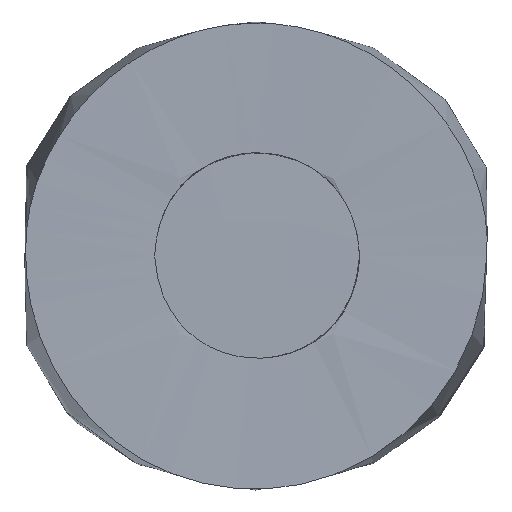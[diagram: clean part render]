
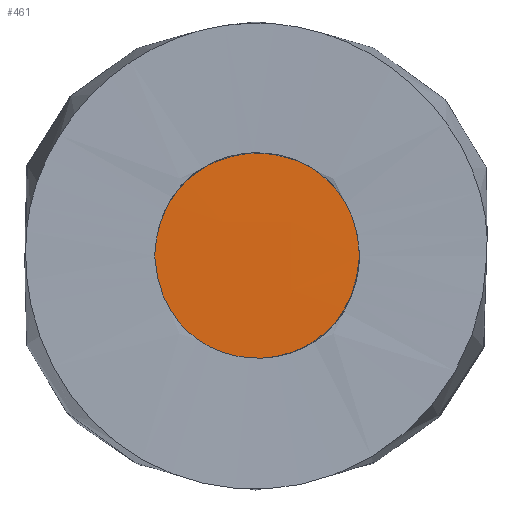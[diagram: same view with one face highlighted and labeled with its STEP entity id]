
A CAD part, top view. The second image highlights one B-rep face of the part: STEP entity #461.
In plain terms, the highlighted free-form (B-spline) face has degree [3, 3] with [4, 4] control points.
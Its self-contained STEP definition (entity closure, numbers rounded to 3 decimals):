
#461 = ADVANCED_FACE('',(#462),#477,.T.);
#462 = FACE_BOUND('',#463,.F.);
#463 = EDGE_LOOP('',(#464,#529));
#464 = ORIENTED_EDGE('',*,*,#465,.T.);
#465 = EDGE_CURVE('',#466,#468,#470,.T.);
#466 = VERTEX_POINT('',#467);
#467 = CARTESIAN_POINT('',(0.449,-0.003,
    0.549));
#468 = VERTEX_POINT('',#469);
#469 = CARTESIAN_POINT('',(-0.441,-0.003,
    0.549));
#470 = SURFACE_CURVE('',#471,(#476,#502),.PCURVE_S1.);
#471 = B_SPLINE_CURVE_WITH_KNOTS('',3,(#472,#473,#474,#475),
  .UNSPECIFIED.,.F.,.F.,(4,4),(0.,1.),.PIECEWISE_BEZIER_KNOTS.);
#472 = CARTESIAN_POINT('',(0.449,-0.003,
    0.549));
#473 = CARTESIAN_POINT('',(0.415,-0.591,0.551
    ));
#474 = CARTESIAN_POINT('',(-0.411,-0.597,
    0.547));
#475 = CARTESIAN_POINT('',(-0.441,-0.003,
    0.549));
#476 = PCURVE('',#477,#494);
#477 = B_SPLINE_SURFACE_WITH_KNOTS('',3,3,(
    (#478,#479,#480,#481)
    ,(#482,#483,#484,#485)
    ,(#486,#487,#488,#489)
    ,(#490,#491,#492,#493
    )),.UNSPECIFIED.,.F.,.F.,.F.,(4,4),(4,4),(0.,1.),(0.,1.),
  .PIECEWISE_BEZIER_KNOTS.);
#478 = CARTESIAN_POINT('',(-0.476,-0.467,
    0.547));
#479 = CARTESIAN_POINT('',(-0.479,-0.152,0.55)
  );
#480 = CARTESIAN_POINT('',(-0.478,0.155,0.549)
  );
#481 = CARTESIAN_POINT('',(-0.478,0.467,0.549
    ));
#482 = CARTESIAN_POINT('',(-0.169,-0.466,0.547
    ));
#483 = CARTESIAN_POINT('',(-0.166,-0.161,
    0.554));
#484 = CARTESIAN_POINT('',(-0.166,0.158,0.548
    ));
#485 = CARTESIAN_POINT('',(-0.17,0.466,0.551)
  );
#486 = CARTESIAN_POINT('',(0.146,-0.466,0.551
    ));
#487 = CARTESIAN_POINT('',(0.143,-0.156,0.552)
  );
#488 = CARTESIAN_POINT('',(0.145,0.154,0.555)
  );
#489 = CARTESIAN_POINT('',(0.144,0.467,0.55)
  );
#490 = CARTESIAN_POINT('',(0.457,-0.467,0.545
    ));
#491 = CARTESIAN_POINT('',(0.456,-0.152,0.55
    ));
#492 = CARTESIAN_POINT('',(0.454,0.157,0.549)
  );
#493 = CARTESIAN_POINT('',(0.452,0.47,0.548)
  );
#494 = DEFINITIONAL_REPRESENTATION('',(#495),#501);
#495 = B_SPLINE_CURVE_WITH_KNOTS('',4,(#496,#497,#498,#499,#500),
  .UNSPECIFIED.,.F.,.F.,(5,5),(0.,1.),.PIECEWISE_BEZIER_KNOTS.);
#496 = CARTESIAN_POINT('',(0.994,0.495));
#497 = CARTESIAN_POINT('',(0.964,0.023));
#498 = CARTESIAN_POINT('',(0.515,-0.133));
#499 = CARTESIAN_POINT('',(0.063,0.018));
#500 = CARTESIAN_POINT('',(0.04,0.496));
#501 = ( GEOMETRIC_REPRESENTATION_CONTEXT(2) 
PARAMETRIC_REPRESENTATION_CONTEXT() REPRESENTATION_CONTEXT('2D SPACE',''
  ) );
#502 = PCURVE('',#503,#520);
#503 = B_SPLINE_SURFACE_WITH_KNOTS('',3,3,(
    (#504,#505,#506,#507)
    ,(#508,#509,#510,#511)
    ,(#512,#513,#514,#515)
    ,(#516,#517,#518,#519
    )),.UNSPECIFIED.,.F.,.F.,.F.,(4,4),(4,4),(0.,1.),(0.,1.),
  .PIECEWISE_BEZIER_KNOTS.);
#504 = CARTESIAN_POINT('',(-0.461,0.002,
    0.826));
#505 = CARTESIAN_POINT('',(-0.459,0.006,
    0.732));
#506 = CARTESIAN_POINT('',(-0.463,0.007,
    0.641));
#507 = CARTESIAN_POINT('',(-0.464,0.008,
    0.549));
#508 = CARTESIAN_POINT('',(-0.468,-0.596,
    0.824));
#509 = CARTESIAN_POINT('',(-0.475,-0.597,0.736
    ));
#510 = CARTESIAN_POINT('',(-0.476,-0.597,
    0.637));
#511 = CARTESIAN_POINT('',(-0.475,-0.599,
    0.551));
#512 = CARTESIAN_POINT('',(0.474,-0.603,0.825
    ));
#513 = CARTESIAN_POINT('',(0.483,-0.605,0.734)
  );
#514 = CARTESIAN_POINT('',(0.486,-0.607,0.642
    ));
#515 = CARTESIAN_POINT('',(0.482,-0.608,0.546
    ));
#516 = CARTESIAN_POINT('',(0.468,-0.002,
    0.832));
#517 = CARTESIAN_POINT('',(0.469,-0.001,
    0.733));
#518 = CARTESIAN_POINT('',(0.469,0.002,
    0.647));
#519 = CARTESIAN_POINT('',(0.478,0.005,
    0.55));
#520 = DEFINITIONAL_REPRESENTATION('',(#521),#528);
#521 = B_SPLINE_CURVE_WITH_KNOTS('',5,(#522,#523,#524,#525,#526,#527),
  .UNSPECIFIED.,.F.,.F.,(6,6),(0.,1.),.PIECEWISE_BEZIER_KNOTS.);
#522 = CARTESIAN_POINT('',(0.996,0.994));
#523 = CARTESIAN_POINT('',(0.802,0.988));
#524 = CARTESIAN_POINT('',(0.522,1.005));
#525 = CARTESIAN_POINT('',(0.471,0.996));
#526 = CARTESIAN_POINT('',(0.204,1.007));
#527 = CARTESIAN_POINT('',(0.006,0.997));
#528 = ( GEOMETRIC_REPRESENTATION_CONTEXT(2) 
PARAMETRIC_REPRESENTATION_CONTEXT() REPRESENTATION_CONTEXT('2D SPACE',''
  ) );
#529 = ORIENTED_EDGE('',*,*,#530,.T.);
#530 = EDGE_CURVE('',#468,#466,#531,.T.);
#531 = SURFACE_CURVE('',#532,(#537,#546),.PCURVE_S1.);
#532 = B_SPLINE_CURVE_WITH_KNOTS('',3,(#533,#534,#535,#536),
  .UNSPECIFIED.,.F.,.F.,(4,4),(0.,1.),.PIECEWISE_BEZIER_KNOTS.);
#533 = CARTESIAN_POINT('',(-0.441,-0.003,
    0.549));
#534 = CARTESIAN_POINT('',(-0.416,0.591,0.548
    ));
#535 = CARTESIAN_POINT('',(0.432,0.594,0.55)
  );
#536 = CARTESIAN_POINT('',(0.449,-0.003,
    0.549));
#537 = PCURVE('',#477,#538);
#538 = DEFINITIONAL_REPRESENTATION('',(#539),#545);
#539 = B_SPLINE_CURVE_WITH_KNOTS('',4,(#540,#541,#542,#543,#544),
  .UNSPECIFIED.,.F.,.F.,(5,5),(0.,1.),.PIECEWISE_BEZIER_KNOTS.);
#540 = CARTESIAN_POINT('',(0.04,0.496));
#541 = CARTESIAN_POINT('',(0.06,0.975));
#542 = CARTESIAN_POINT('',(0.523,1.137));
#543 = CARTESIAN_POINT('',(0.982,0.974));
#544 = CARTESIAN_POINT('',(0.994,0.495));
#545 = ( GEOMETRIC_REPRESENTATION_CONTEXT(2) 
PARAMETRIC_REPRESENTATION_CONTEXT() REPRESENTATION_CONTEXT('2D SPACE',''
  ) );
#546 = PCURVE('',#547,#564);
#547 = B_SPLINE_SURFACE_WITH_KNOTS('',3,3,(
    (#548,#549,#550,#551)
    ,(#552,#553,#554,#555)
    ,(#556,#557,#558,#559)
    ,(#560,#561,#562,#563
    )),.UNSPECIFIED.,.F.,.F.,.F.,(4,4),(4,4),(0.,1.),(0.,1.),
  .PIECEWISE_BEZIER_KNOTS.);
#548 = CARTESIAN_POINT('',(0.474,-0.003,
    0.83));
#549 = CARTESIAN_POINT('',(0.473,-0.005,
    0.728));
#550 = CARTESIAN_POINT('',(0.47,0.001,
    0.643));
#551 = CARTESIAN_POINT('',(0.477,-0.004,
    0.543));
#552 = CARTESIAN_POINT('',(0.475,0.601,0.828)
  );
#553 = CARTESIAN_POINT('',(0.486,0.602,0.739)
  );
#554 = CARTESIAN_POINT('',(0.48,0.594,0.639)
  );
#555 = CARTESIAN_POINT('',(0.477,0.604,0.547));
#556 = CARTESIAN_POINT('',(-0.473,0.589,0.825
    ));
#557 = CARTESIAN_POINT('',(-0.481,0.59,0.733
    ));
#558 = CARTESIAN_POINT('',(-0.474,0.593,0.635
    ));
#559 = CARTESIAN_POINT('',(-0.476,0.593,0.545
    ));
#560 = CARTESIAN_POINT('',(-0.463,-0.012,
    0.827));
#561 = CARTESIAN_POINT('',(-0.458,-0.011,
    0.735));
#562 = CARTESIAN_POINT('',(-0.461,-0.01,
    0.639));
#563 = CARTESIAN_POINT('',(-0.462,-0.011,
    0.545));
#564 = DEFINITIONAL_REPRESENTATION('',(#565),#572);
#565 = B_SPLINE_CURVE_WITH_KNOTS('',5,(#566,#567,#568,#569,#570,#571),
  .UNSPECIFIED.,.F.,.F.,(6,6),(0.,1.),.PIECEWISE_BEZIER_KNOTS.);
#566 = CARTESIAN_POINT('',(0.996,0.984));
#567 = CARTESIAN_POINT('',(0.797,0.986));
#568 = CARTESIAN_POINT('',(0.529,0.987));
#569 = CARTESIAN_POINT('',(0.464,0.991));
#570 = CARTESIAN_POINT('',(0.198,0.986));
#571 = CARTESIAN_POINT('',(0.001,0.975));
#572 = ( GEOMETRIC_REPRESENTATION_CONTEXT(2) 
PARAMETRIC_REPRESENTATION_CONTEXT() REPRESENTATION_CONTEXT('2D SPACE',''
  ) );
